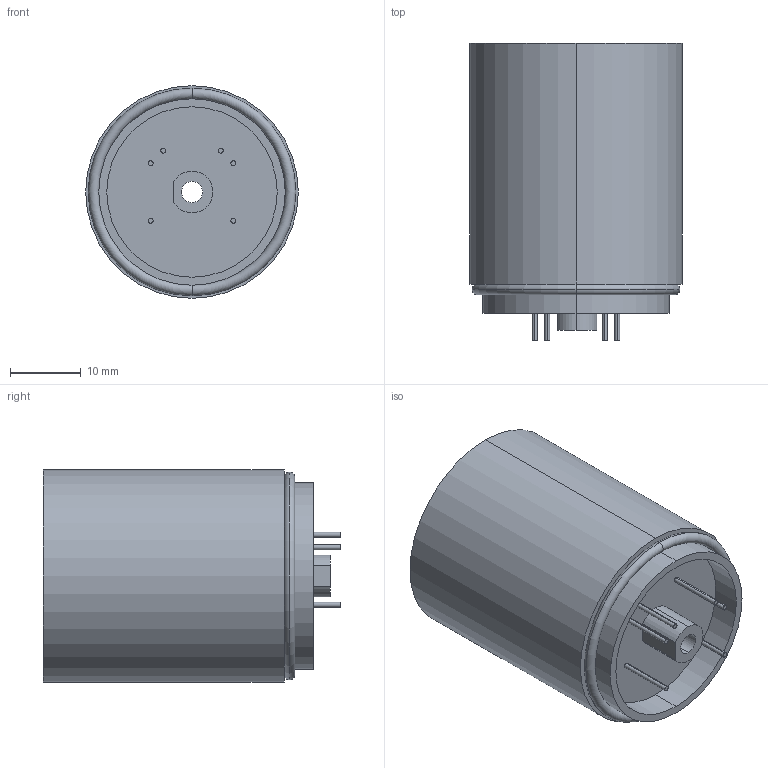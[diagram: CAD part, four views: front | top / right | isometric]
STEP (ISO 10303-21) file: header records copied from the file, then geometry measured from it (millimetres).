
FILE_DESCRIPTION (( 'STEP AP214' ), '1' );
FILE_NAME ('B72100192-2F1.step', '2016-10-25T14:42:59', ( '' ), ( '' ), 'SwSTEP 2.0', 'SolidWorks 2016', '' );
FILE_SCHEMA (( 'AUTOMOTIVE_DESIGN' ));
Length unit declared in the file: millimetre
Products named in the file (1): B72100192-2F1
Bounding box: 30 x 42 x 30 mm (x, y, z)
Volume: 22769.5 mm3; surface area: 6653.4 mm2
Topology: 10 solids, 10 shells, 61 faces, 116 edges, 76 vertices
Faces by surface type: cylinder 32, plane 25, torus 4
Entity records: 1701 total; most frequent: DIRECTION 312, CARTESIAN_POINT 254, ORIENTED_EDGE 232, AXIS2_PLACEMENT_3D 134, EDGE_CURVE 116, VERTEX_POINT 76, CIRCLE 72, EDGE_LOOP 70
